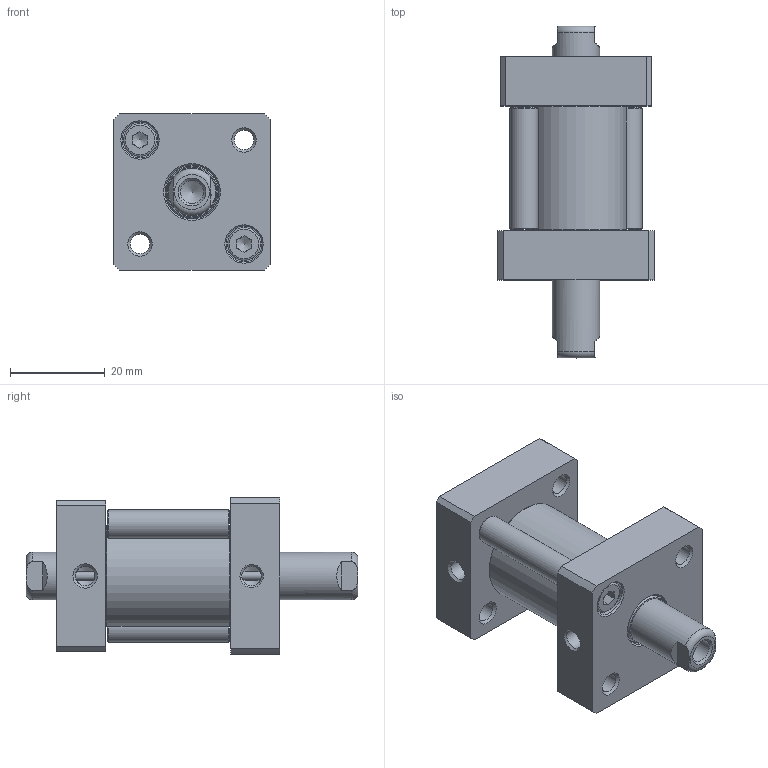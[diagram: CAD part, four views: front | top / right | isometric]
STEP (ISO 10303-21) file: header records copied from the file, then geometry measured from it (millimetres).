
FILE_DESCRIPTION((''),'2;1');
FILE_NAME('XDMP020.010.GS.F.stp','2014-03-19T14:56:38',('carlo.corazza'),(''),'Autodesk Inventor 2012','Autodesk Inventor 2012','');
FILE_SCHEMA(('AUTOMOTIVE_DESIGN { 1 0 10303 214 1 1 1 1 }'));
Length unit declared in the file: millimetre
Products named in the file (6): XDMP020..GS.F; TP; TA; TIRANTE-010; CORPO-010; STELO-010
Assembly tree (7 placements, depth 2):
  XDMP020..GS.F
    TP
    TA
    TIRANTE-010  x2
    CORPO-010
    STELO-010  x2
Bounding box: 33 x 70.2 x 33 mm (x, y, z)
Volume: 25981.5 mm3; surface area: 17642 mm2
Topology: 7 solids, 10 shells, 205 faces, 451 edges, 276 vertices
Faces by surface type: plane 74, cone 72, cylinder 45, torus 14
Full cylindrical faces by diameter (mm): 1.75 x1, 3.242 x2, 4.134 x8, 4.917 x2, 6 x2, 7 x4, 7.5 x4, 8 x2, 10 x2, 10.48 x2, 11.4 x2, 12 x2, 13.84 x2, 14 x2, 20 x1, 21.3 x1
Entity records: 4749 total; most frequent: CARTESIAN_POINT 957, DIRECTION 750, ORIENTED_EDGE 536, AXIS2_PLACEMENT_3D 328, EDGE_LOOP 310, EDGE_CURVE 268, VERTEX_POINT 220, STYLED_ITEM 183
